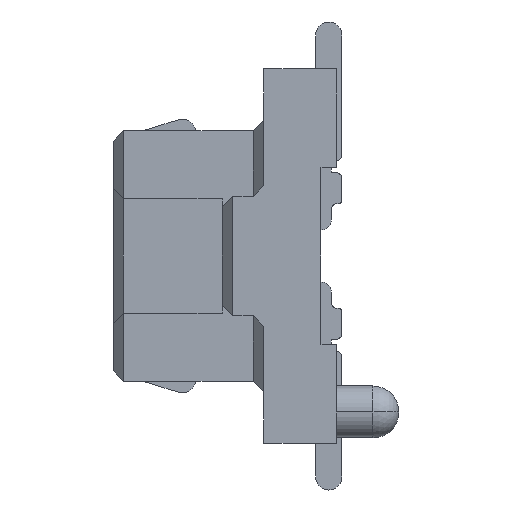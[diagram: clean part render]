
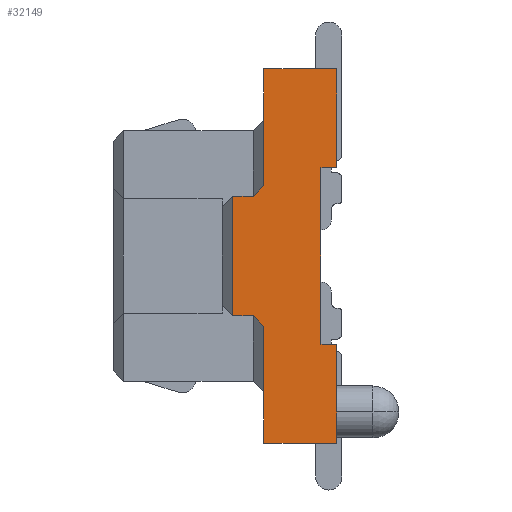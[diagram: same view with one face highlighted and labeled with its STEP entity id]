
A CAD part, left-side view. The second image highlights one B-rep face of the part: STEP entity #32149.
In plain terms, the highlighted planar face has unit normal (-1, 0, 0).
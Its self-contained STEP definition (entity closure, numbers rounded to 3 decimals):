
#25=DIRECTION('',(0.,0.,1.));
#26=VECTOR('',#25,0.95);
#27=CARTESIAN_POINT('',(-6.05,0.,0.85));
#28=LINE('',#27,#26);
#43=DIRECTION('',(0.,0.,1.));
#44=VECTOR('',#43,0.65);
#45=CARTESIAN_POINT('',(-6.05,0.,-1.5));
#46=LINE('',#45,#44);
#59=DIRECTION('',(0.,0.,1.));
#60=VECTOR('',#59,0.3);
#61=CARTESIAN_POINT('',(-6.05,0.,-1.8));
#62=LINE('',#61,#60);
#7393=DIRECTION('',(0.,1.,0.));
#7394=VECTOR('',#7393,0.7);
#7395=CARTESIAN_POINT('',(-6.05,0.,1.8));
#7396=LINE('',#7395,#7394);
#7617=DIRECTION('',(0.,1.,0.));
#7618=VECTOR('',#7617,0.7);
#7619=CARTESIAN_POINT('',(-6.05,0.,-1.8));
#7620=LINE('',#7619,#7618);
#7621=DIRECTION('',(0.,0.,1.));
#7622=VECTOR('',#7621,1.125);
#7623=CARTESIAN_POINT('',(-6.05,0.7,-1.8));
#7624=LINE('',#7623,#7622);
#7625=DIRECTION('',(0.,-1.,0.));
#7626=VECTOR('',#7625,0.2);
#7627=CARTESIAN_POINT('',(-6.05,1.,-0.575));
#7628=LINE('',#7627,#7626);
#7629=DIRECTION('',(0.,0.,-1.));
#7630=VECTOR('',#7629,1.15);
#7631=CARTESIAN_POINT('',(-6.05,1.,0.575));
#7632=LINE('',#7631,#7630);
#7633=DIRECTION('',(0.,-1.,0.));
#7634=VECTOR('',#7633,0.2);
#7635=CARTESIAN_POINT('',(-6.05,1.,0.575));
#7636=LINE('',#7635,#7634);
#7637=DIRECTION('',(0.,0.,1.));
#7638=VECTOR('',#7637,1.125);
#7639=CARTESIAN_POINT('',(-6.05,0.7,0.675));
#7640=LINE('',#7639,#7638);
#7641=DIRECTION('',(0.,1.,0.));
#7642=VECTOR('',#7641,0.15);
#7643=CARTESIAN_POINT('',(-6.05,0.,0.85));
#7644=LINE('',#7643,#7642);
#7645=DIRECTION('',(0.,0.,1.));
#7646=VECTOR('',#7645,1.7);
#7647=CARTESIAN_POINT('',(-6.05,0.15,-0.85));
#7648=LINE('',#7647,#7646);
#7649=DIRECTION('',(0.,1.,0.));
#7650=VECTOR('',#7649,0.15);
#7651=CARTESIAN_POINT('',(-6.05,0.,-0.85));
#7652=LINE('',#7651,#7650);
#7653=DIRECTION('',(0.,-0.707,-0.707));
#7654=VECTOR('',#7653,0.141);
#7655=CARTESIAN_POINT('',(-6.05,0.8,-0.575));
#7656=LINE('',#7655,#7654);
#7773=DIRECTION('',(0.,0.707,-0.707));
#7774=VECTOR('',#7773,0.141);
#7775=CARTESIAN_POINT('',(-6.05,0.7,0.675));
#7776=LINE('',#7775,#7774);
#18805=CARTESIAN_POINT('',(-6.05,0.7,1.8));
#18807=VERTEX_POINT('',#18805);
#18810=CARTESIAN_POINT('',(-6.05,0.7,-1.8));
#18812=VERTEX_POINT('',#18810);
#18813=CARTESIAN_POINT('',(-6.05,0.,-1.8));
#18814=VERTEX_POINT('',#18813);
#18815=CARTESIAN_POINT('',(-6.05,0.,1.8));
#18816=VERTEX_POINT('',#18815);
#18914=CARTESIAN_POINT('',(-6.05,1.,0.575));
#18916=VERTEX_POINT('',#18914);
#18923=CARTESIAN_POINT('',(-6.05,1.,-0.575));
#18924=VERTEX_POINT('',#18923);
#18953=CARTESIAN_POINT('',(-6.05,0.8,-0.575));
#18954=CARTESIAN_POINT('',(-6.05,0.7,-0.675));
#18955=VERTEX_POINT('',#18953);
#18956=VERTEX_POINT('',#18954);
#18961=CARTESIAN_POINT('',(-6.05,0.8,0.575));
#18962=VERTEX_POINT('',#18961);
#18963=CARTESIAN_POINT('',(-6.05,0.7,0.675));
#18964=VERTEX_POINT('',#18963);
#18975=CARTESIAN_POINT('',(-6.05,0.,0.85));
#18976=VERTEX_POINT('',#18975);
#18977=CARTESIAN_POINT('',(-6.05,0.,-0.85));
#18979=VERTEX_POINT('',#18977);
#18989=CARTESIAN_POINT('',(-6.05,0.15,-0.85));
#18990=CARTESIAN_POINT('',(-6.05,0.15,0.85));
#18991=VERTEX_POINT('',#18989);
#18992=VERTEX_POINT('',#18990);
#19013=CARTESIAN_POINT('',(-6.05,0.,-1.5));
#19015=VERTEX_POINT('',#19013);
#32121=CARTESIAN_POINT('',(-6.05,0.,-1.8));
#32122=DIRECTION('',(-1.,0.,0.));
#32123=DIRECTION('',(0.,0.,1.));
#32124=AXIS2_PLACEMENT_3D('',#32121,#32122,#32123);
#32125=PLANE('',#32124);
#32126=ORIENTED_EDGE('',*,*,#24698,.F.);
#32127=ORIENTED_EDGE('',*,*,#24896,.T.);
#32128=ORIENTED_EDGE('',*,*,#26210,.T.);
#32130=ORIENTED_EDGE('',*,*,#32129,.F.);
#32132=ORIENTED_EDGE('',*,*,#32131,.F.);
#32134=ORIENTED_EDGE('',*,*,#32133,.F.);
#32136=ORIENTED_EDGE('',*,*,#32135,.T.);
#32138=ORIENTED_EDGE('',*,*,#32137,.F.);
#32139=ORIENTED_EDGE('',*,*,#26548,.T.);
#32140=ORIENTED_EDGE('',*,*,#31950,.F.);
#32141=ORIENTED_EDGE('',*,*,#24674,.F.);
#32143=ORIENTED_EDGE('',*,*,#32142,.T.);
#32144=ORIENTED_EDGE('',*,*,#32061,.F.);
#32145=ORIENTED_EDGE('',*,*,#32114,.F.);
#32146=ORIENTED_EDGE('',*,*,#24690,.F.);
#32147=EDGE_LOOP('',(#32126,#32127,#32128,#32130,#32132,#32134,#32136,#32138,
#32139,#32140,#32141,#32143,#32144,#32145,#32146));
#32148=FACE_OUTER_BOUND('',#32147,.F.);
#24674=EDGE_CURVE('',#18976,#18816,#28,.T.);
#24690=EDGE_CURVE('',#19015,#18979,#46,.T.);
#24698=EDGE_CURVE('',#18814,#19015,#62,.T.);
#24896=EDGE_CURVE('',#18814,#18812,#7620,.T.);
#26210=EDGE_CURVE('',#18812,#18956,#7624,.T.);
#26548=EDGE_CURVE('',#18964,#18807,#7640,.T.);
#31950=EDGE_CURVE('',#18816,#18807,#7396,.T.);
#32061=EDGE_CURVE('',#18991,#18992,#7648,.T.);
#32114=EDGE_CURVE('',#18979,#18991,#7652,.T.);
#32129=EDGE_CURVE('',#18955,#18956,#7656,.T.);
#32131=EDGE_CURVE('',#18924,#18955,#7628,.T.);
#32133=EDGE_CURVE('',#18916,#18924,#7632,.T.);
#32135=EDGE_CURVE('',#18916,#18962,#7636,.T.);
#32137=EDGE_CURVE('',#18964,#18962,#7776,.T.);
#32142=EDGE_CURVE('',#18976,#18992,#7644,.T.);
#32149=ADVANCED_FACE('',(#32148),#32125,.T.);
